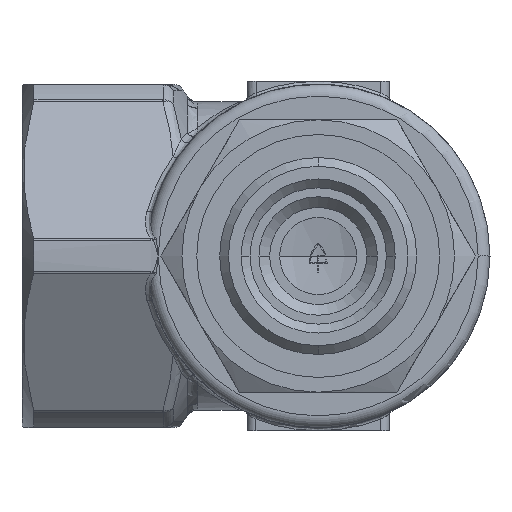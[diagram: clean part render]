
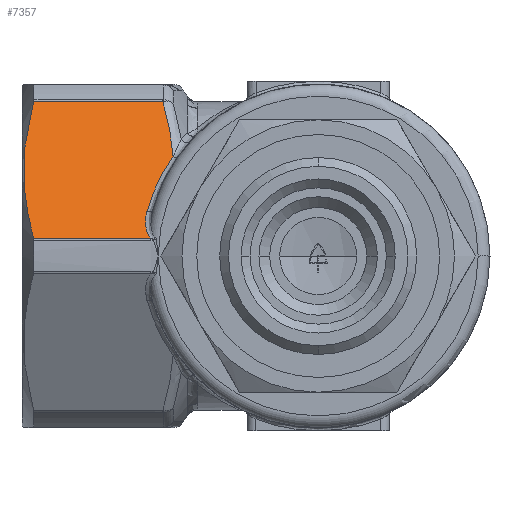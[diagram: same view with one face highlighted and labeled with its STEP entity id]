
A CAD part, front view. The second image highlights one B-rep face of the part: STEP entity #7357.
In plain terms, the highlighted planar face has unit normal (0, -0.866, 0.5).
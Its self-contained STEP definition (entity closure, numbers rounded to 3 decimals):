
#643 = FACE_OUTER_BOUND ( 'NONE', #33845, .T. ) ;
#695 = CARTESIAN_POINT ( 'NONE',  ( -49.676, -22.209, 12.605 ) ) ;
#1358 = CARTESIAN_POINT ( 'NONE',  ( -28.903, -25.134, 7.538 ) ) ;
#1423 = DIRECTION ( 'NONE',  ( -1., 0., 0. ) ) ;
#2571 = VECTOR ( 'NONE', #11743, 1000. ) ;
#2593 = B_SPLINE_CURVE_WITH_KNOTS ( 'NONE', 3,
 ( #23448, #10152, #31523, #15554, #34225, #18218 ),
 .UNSPECIFIED., .F., .F.,
 ( 4, 2, 4 ),
 ( 0.001, 0.007, 0.012 ),
 .UNSPECIFIED. ) ;
#3397 = CARTESIAN_POINT ( 'NONE',  ( -49.418, -23.894, 9.686 ) ) ;
#3875 = ORIENTED_EDGE ( 'NONE', *, *, #21407, .T. ) ;
#3935 = CARTESIAN_POINT ( 'NONE',  ( -28.492, -27.58, 3.302 ) ) ;
#4457 = ORIENTED_EDGE ( 'NONE', *, *, #14918, .T. ) ;
#5468 = VERTEX_POINT ( 'NONE', #29472 ) ;
#6067 = CARTESIAN_POINT ( 'NONE',  ( -48.561, -26.671, 4.876 ) ) ;
#6085 = CARTESIAN_POINT ( 'NONE',  ( -28.903, -25.134, 7.538 ) ) ;
#6638 = CARTESIAN_POINT ( 'NONE',  ( -28.788, -27.269, 3.841 ) ) ;
#6846 = LINE ( 'NONE', #9410, #34481 ) ;
#7357 = ADVANCED_FACE ( 'NONE', ( #643 ), #14607, .F. ) ;
#7942 = VERTEX_POINT ( 'NONE', #14126 ) ;
#8019 = CARTESIAN_POINT ( 'NONE',  ( -26.494, -21.408, 13.992 ) ) ;
#8659 = CARTESIAN_POINT ( 'NONE',  ( -48.56, -15.556, 24.128 ) ) ;
#9325 = CARTESIAN_POINT ( 'NONE',  ( 0.001, -29.486, 0. ) ) ;
#9343 = CARTESIAN_POINT ( 'NONE',  ( -28.987, -26.94, 4.411 ) ) ;
#9410 = CARTESIAN_POINT ( 'NONE',  ( -47.979, -14.463, 26.022 ) ) ;
#9710 = LINE ( 'NONE', #27723, #2571 ) ;
#10145 = B_SPLINE_CURVE_WITH_KNOTS ( 'NONE', 3,
 ( #30611, #14629, #3935, #22660, #6638, #25338, #9343, #28043, #12049, #30716, #14740, #33438, #17428, #1358 ),
 .UNSPECIFIED., .F., .F.,
 ( 4, 2, 2, 2, 2, 2, 4 ),
 ( 0.002, 0.002, 0.003, 0.004, 0.004, 0.006, 0.007 ),
 .UNSPECIFIED. ) ;
#10152 = CARTESIAN_POINT ( 'NONE',  ( -24.601, -18.881, 18.369 ) ) ;
#11743 = DIRECTION ( 'NONE',  ( 1., 0., 0. ) ) ;
#12030 = DIRECTION ( 'NONE',  ( 0., 0.5, 0.866 ) ) ;
#12049 = CARTESIAN_POINT ( 'NONE',  ( -29.106, -26.6, 4.999 ) ) ;
#13712 =( BOUNDED_CURVE ( )  B_SPLINE_CURVE ( 3, ( #21377, #34366, #8019, #26738 ),
 .UNSPECIFIED., .F., .F. ) 
 B_SPLINE_CURVE_WITH_KNOTS ( ( 4, 4 ),
 ( 4.984, 5.328 ),
 .UNSPECIFIED. ) 
 CURVE ( )  GEOMETRIC_REPRESENTATION_ITEM ( )  RATIONAL_B_SPLINE_CURVE ( ( 1., 0.99, 0.99, 1. ) ) 
 REPRESENTATION_ITEM ( '' )  );
#14061 = CARTESIAN_POINT ( 'NONE',  ( -49.556, -18.862, 18.402 ) ) ;
#14126 = CARTESIAN_POINT ( 'NONE',  ( -24.499, -19.778, 16.815 ) ) ;
#14580 = B_SPLINE_CURVE_WITH_KNOTS ( 'NONE', 3,
 ( #21989, #8659, #30039, #14061, #32747, #16764, #695, #19426, #3397, #22105, #6067, #24794 ),
 .UNSPECIFIED., .F., .F.,
 ( 4, 2, 2, 2, 2, 4 ),
 ( 0., 0.007, 0.014, 0.017, 0.02, 0.027 ),
 .UNSPECIFIED. ) ;
#14607 = PLANE ( 'NONE',  #19080 ) ;
#14629 = CARTESIAN_POINT ( 'NONE',  ( -28.371, -27.677, 3.134 ) ) ;
#14740 = CARTESIAN_POINT ( 'NONE',  ( -29.162, -26.032, 5.983 ) ) ;
#14918 = EDGE_CURVE ( 'NONE', #5468, #19566, #9710, .T. ) ;
#15554 = CARTESIAN_POINT ( 'NONE',  ( -25.389, -16.213, 22.989 ) ) ;
#15915 = VERTEX_POINT ( 'NONE', #18957 ) ;
#16764 = CARTESIAN_POINT ( 'NONE',  ( -49.712, -21.648, 13.576 ) ) ;
#17428 = CARTESIAN_POINT ( 'NONE',  ( -29.01, -25.357, 7.152 ) ) ;
#18218 = CARTESIAN_POINT ( 'NONE',  ( -26.212, -14.463, 26.022 ) ) ;
#18957 = CARTESIAN_POINT ( 'NONE',  ( -48.033, -14.463, 26.022 ) ) ;
#19080 = AXIS2_PLACEMENT_3D ( 'NONE', #9325, #28027, #12030 ) ;
#19426 = CARTESIAN_POINT ( 'NONE',  ( -49.529, -23.333, 10.658 ) ) ;
#19566 = VERTEX_POINT ( 'NONE', #34669 ) ;
#21377 = CARTESIAN_POINT ( 'NONE',  ( -28.903, -25.134, 7.538 ) ) ;
#21407 = EDGE_CURVE ( 'NONE', #31293, #15915, #6846, .T. ) ;
#21989 = CARTESIAN_POINT ( 'NONE',  ( -48.033, -14.463, 26.022 ) ) ;
#22105 = CARTESIAN_POINT ( 'NONE',  ( -48.985, -25.567, 6.788 ) ) ;
#22343 = EDGE_CURVE ( 'NONE', #19566, #25407, #10145, .T. ) ;
#22631 = ORIENTED_EDGE ( 'NONE', *, *, #32253, .T. ) ;
#22660 = CARTESIAN_POINT ( 'NONE',  ( -28.701, -27.376, 3.654 ) ) ;
#23448 = CARTESIAN_POINT ( 'NONE',  ( -24.499, -19.778, 16.815 ) ) ;
#24193 = ORIENTED_EDGE ( 'NONE', *, *, #30628, .T. ) ;
#24653 = EDGE_CURVE ( 'NONE', #7942, #31293, #2593, .T. ) ;
#24794 = CARTESIAN_POINT ( 'NONE',  ( -48.033, -27.767, 2.978 ) ) ;
#25338 = CARTESIAN_POINT ( 'NONE',  ( -28.931, -27.051, 4.219 ) ) ;
#25407 = VERTEX_POINT ( 'NONE', #6085 ) ;
#26738 = CARTESIAN_POINT ( 'NONE',  ( -24.499, -19.778, 16.815 ) ) ;
#27723 = CARTESIAN_POINT ( 'NONE',  ( -28.019, -27.767, 2.978 ) ) ;
#28027 = DIRECTION ( 'NONE',  ( 0., 0.866, -0.5 ) ) ;
#28043 = CARTESIAN_POINT ( 'NONE',  ( -29.075, -26.715, 4.801 ) ) ;
#29472 = CARTESIAN_POINT ( 'NONE',  ( -48.033, -27.767, 2.978 ) ) ;
#30039 = CARTESIAN_POINT ( 'NONE',  ( -48.981, -16.654, 22.227 ) ) ;
#30611 = CARTESIAN_POINT ( 'NONE',  ( -28.225, -27.767, 2.978 ) ) ;
#30628 = EDGE_CURVE ( 'NONE', #15915, #5468, #14580, .T. ) ;
#30716 = CARTESIAN_POINT ( 'NONE',  ( -29.166, -26.258, 5.591 ) ) ;
#31293 = VERTEX_POINT ( 'NONE', #33852 ) ;
#31523 = CARTESIAN_POINT ( 'NONE',  ( -24.805, -17.989, 19.914 ) ) ;
#32253 = EDGE_CURVE ( 'NONE', #25407, #7942, #13712, .T. ) ;
#32515 = ORIENTED_EDGE ( 'NONE', *, *, #24653, .T. ) ;
#32747 = CARTESIAN_POINT ( 'NONE',  ( -49.709, -19.972, 16.478 ) ) ;
#33438 = CARTESIAN_POINT ( 'NONE',  ( -29.085, -25.581, 6.764 ) ) ;
#33845 = EDGE_LOOP ( 'NONE', ( #24193, #4457, #34303, #22631, #32515, #3875 ) ) ;
#33852 = CARTESIAN_POINT ( 'NONE',  ( -26.212, -14.463, 26.022 ) ) ;
#34225 = CARTESIAN_POINT ( 'NONE',  ( -25.767, -15.334, 24.512 ) ) ;
#34303 = ORIENTED_EDGE ( 'NONE', *, *, #22343, .T. ) ;
#34366 = CARTESIAN_POINT ( 'NONE',  ( -27.977, -23.211, 10.869 ) ) ;
#34481 = VECTOR ( 'NONE', #1423, 1000. ) ;
#34669 = CARTESIAN_POINT ( 'NONE',  ( -28.225, -27.767, 2.978 ) ) ;
